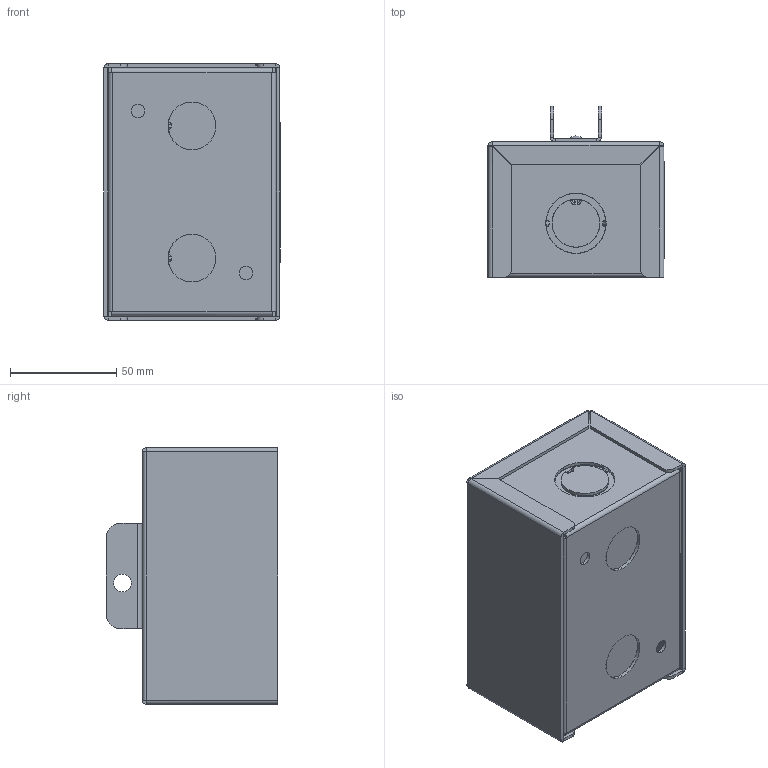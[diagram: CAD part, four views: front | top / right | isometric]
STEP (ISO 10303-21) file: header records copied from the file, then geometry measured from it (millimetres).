
FILE_DESCRIPTION (( 'STEP AP214' ), '1' );
FILE_NAME ('CATSTD-N13NC-0DS-M01.STEP', '2020-01-23T20:38:02', ( '' ), ( '' ), 'SwSTEP 2.0', 'SolidWorks 2017', '' );
FILE_SCHEMA (( 'AUTOMOTIVE_DESIGN' ));
Length unit declared in the file: inch
Products named in the file (1): CATSTD-N13NC-0DS-M01
Bounding box: 82.83 x 80.52 x 120.65 mm (x, y, z)
Surface area: 100861.3 mm2 (no closed solid volume)
Topology: 0 solids, 13 shells, 269 faces, 1571 edges, 1281 vertices
Faces by surface type: plane 127, cylinder 102, bspline 34, sphere 4, torus 2
Entity records: 23963 total; most frequent: CARTESIAN_POINT 9439, ORIENTED_EDGE 2112, DIRECTION 1873, EDGE_CURVE 1571, VERTEX_POINT 1281, LINE 883, VECTOR 883, AXIS2_PLACEMENT_3D 495
